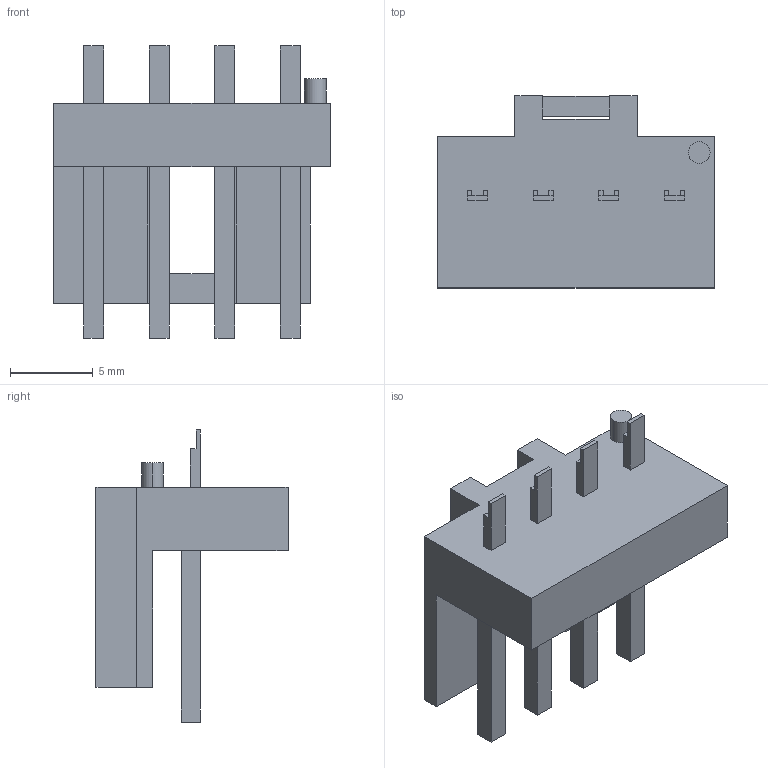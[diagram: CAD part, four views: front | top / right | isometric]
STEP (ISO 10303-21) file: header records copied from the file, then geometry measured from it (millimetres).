
FILE_DESCRIPTION((''),'2;1');
FILE_NAME('2074781004','2020-12-15T',('gga'),(''),'PRO/ENGINEER BY PARAMETRIC TECHNOLOGY CORPORATION, 2016010','PRO/ENGINEER BY PARAMETRIC TECHNOLOGY CORPORATION, 2016010','');
FILE_SCHEMA(('CONFIG_CONTROL_DESIGN'));
Length unit declared in the file: millimetre
Products named in the file (1): 2074781004
Bounding box: 16.71 x 11.6 x 17.64 mm (x, y, z)
Volume: 817.2 mm3; surface area: 1208.3 mm2
Topology: 1 solids, 1 shells, 117 faces, 344 edges, 238 vertices
Faces by surface type: plane 113, cylinder 2, extrusion 2
Entity records: 3914 total; most frequent: CARTESIAN_POINT 726, ORIENTED_EDGE 668, DIRECTION 588, EDGE_CURVE 334, VECTOR 328, LINE 326, VERTEX_POINT 228, AXIS2_PLACEMENT_3D 130
